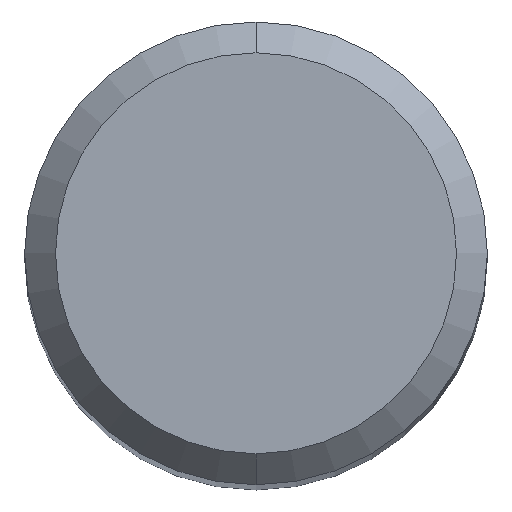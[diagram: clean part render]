
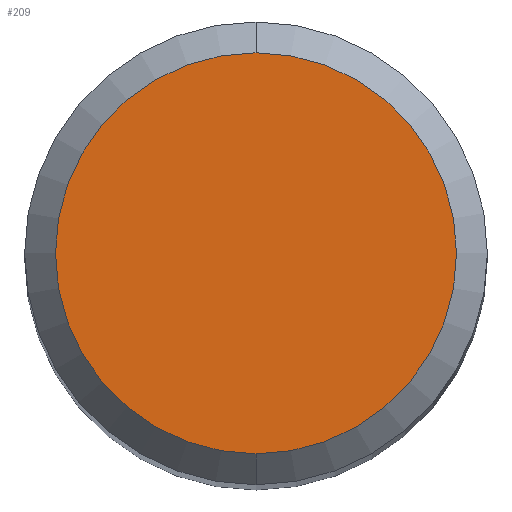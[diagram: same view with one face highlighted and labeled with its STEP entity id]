
A CAD part, top view. The second image highlights one B-rep face of the part: STEP entity #209.
In plain terms, the highlighted planar face has unit normal (0, 0, 1).
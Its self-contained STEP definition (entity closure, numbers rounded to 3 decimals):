
#207=EDGE_CURVE('',#401,#223,#525,.T.);
#209=ADVANCED_FACE('',(#527),#528,.T.);
#223=VERTEX_POINT('',#543);
#261=EDGE_CURVE('',#223,#401,#587,.T.);
#401=VERTEX_POINT('',#742);
#525=CIRCLE('',#905,2.6);
#527=FACE_OUTER_BOUND('',#907,.T.);
#528=PLANE('',#908);
#543=CARTESIAN_POINT('',(0.,-2.6,0.0));
#587=CIRCLE('',#1031,2.6);
#742=CARTESIAN_POINT('',(0.0,2.6,0.0));
#905=AXIS2_PLACEMENT_3D('',#1507,#1508,#1509);
#907=EDGE_LOOP('',(#1511,#1512));
#908=AXIS2_PLACEMENT_3D('',#1513,#1514,#1515);
#1031=AXIS2_PLACEMENT_3D('',#1581,#1582,#1583);
#1507=CARTESIAN_POINT('',(0.0,0.0,0.0));
#1508=DIRECTION('',(0.0,0.0,-1.0));
#1509=DIRECTION('',(0.0,1.0,0.0));
#1511=ORIENTED_EDGE('',*,*,#207,.F.);
#1512=ORIENTED_EDGE('',*,*,#261,.F.);
#1513=CARTESIAN_POINT('',(0.0,1.3,0.0));
#1514=DIRECTION('',(-0.0,0.0,1.0));
#1515=DIRECTION('',(0.0,-1.0,0.0));
#1581=CARTESIAN_POINT('',(0.0,0.0,0.0));
#1582=DIRECTION('',(0.0,0.0,-1.0));
#1583=DIRECTION('',(0.0,1.0,0.0));
